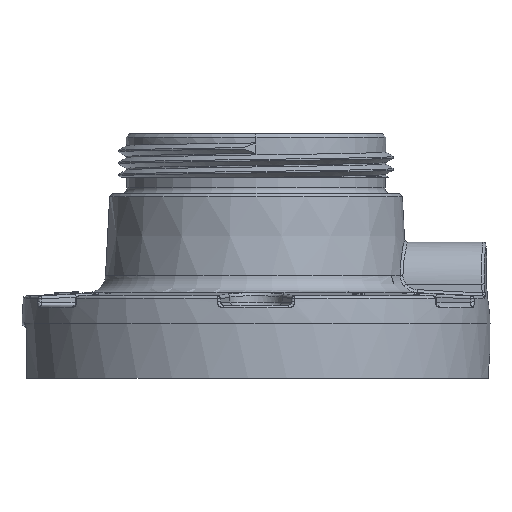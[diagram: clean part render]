
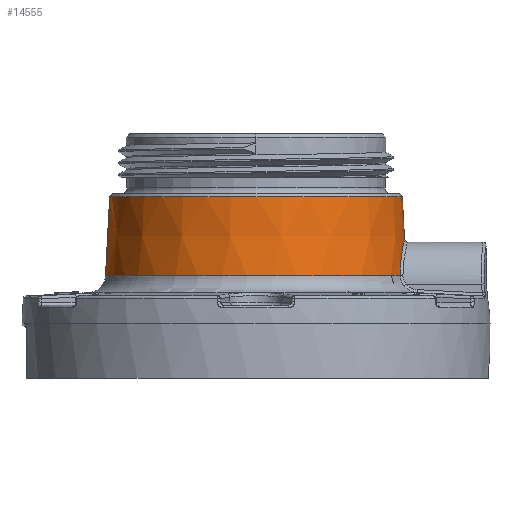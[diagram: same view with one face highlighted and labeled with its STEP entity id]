
A CAD part, left-side view. The second image highlights one B-rep face of the part: STEP entity #14555.
In plain terms, the highlighted conical face has half-angle 3 degrees and reference radius 78.492 mm.
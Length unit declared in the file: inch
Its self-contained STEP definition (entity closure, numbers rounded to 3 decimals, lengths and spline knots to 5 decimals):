
#4890=CARTESIAN_POINT('',(-0.90181,-3.00055,
2.23835));
#4941=CARTESIAN_POINT('',(0.,0.,3.87608));
#4942=DIRECTION('',(0.,0.,-1.));
#4943=DIRECTION('',(0.,-1.,0.));
#4944=AXIS2_PLACEMENT_3D('',#4941,#4942,#4943);
#4946=DIRECTION('',(0.,0.052,0.999));
#4947=VECTOR('',#4946,0.88154);
#4948=CARTESIAN_POINT('',(0.,-3.09344,
2.99576));
#4949=LINE('',#4948,#4947);
#4950=CARTESIAN_POINT('',(0.,-3.09344,
2.99576));
#4951=CARTESIAN_POINT('',(-0.05966,-3.09344,
2.99575));
#4952=CARTESIAN_POINT('',(-0.17714,-3.09064,
2.98414));
#4953=CARTESIAN_POINT('',(-0.3504,-3.07848,
2.9315));
#4954=CARTESIAN_POINT('',(-0.51213,-3.06011,
2.84417));
#4955=CARTESIAN_POINT('',(-0.65523,-3.03875,
2.72441));
#4956=CARTESIAN_POINT('',(-0.77119,-3.01887,
2.57942));
#4957=CARTESIAN_POINT('',(-0.85675,-3.00443,
2.41348));
#4958=CARTESIAN_POINT('',(-0.89035,-3.00073,
2.29801));
#4959=CARTESIAN_POINT('',(-0.90181,-3.00055,
2.23835));
#4961=CARTESIAN_POINT('',(0.,0.,2.23835));
#4962=DIRECTION('',(0.,0.,1.));
#4963=DIRECTION('',(0.,1.,0.));
#4964=AXIS2_PLACEMENT_3D('',#4961,#4962,#4963);
#4966=DIRECTION('',(0.,-0.052,0.999));
#4967=VECTOR('',#4966,1.63999);
#4968=CARTESIAN_POINT('',(0.,3.13314,2.23835));
#4969=LINE('',#4968,#4967);
#7208=VERTEX_POINT('',#4890);
#7212=VERTEX_POINT('',#4950);
#7218=CARTESIAN_POINT('',(0.,3.13314,2.23835));
#7219=VERTEX_POINT('',#7218);
#7573=CARTESIAN_POINT('',(0.,-3.0473,3.87608));
#7574=CARTESIAN_POINT('',(0.,3.0473,3.87608));
#7575=VERTEX_POINT('',#7573);
#7576=VERTEX_POINT('',#7574);
#14540=CARTESIAN_POINT('',(0.,0.,3.05722));
#14541=DIRECTION('',(0.,0.,-1.));
#14542=DIRECTION('',(0.,-1.,0.));
#14543=AXIS2_PLACEMENT_3D('',#14540,#14541,#14542);
#14544=CONICAL_SURFACE('',#14543,3.09022,3.);
#14546=ORIENTED_EDGE('',*,*,#14545,.F.);
#14548=ORIENTED_EDGE('',*,*,#14547,.F.);
#14549=ORIENTED_EDGE('',*,*,#14531,.T.);
#14550=ORIENTED_EDGE('',*,*,#14448,.F.);
#14552=ORIENTED_EDGE('',*,*,#14551,.T.);
#14553=EDGE_LOOP('',(#14546,#14548,#14549,#14550,#14552));
#14554=FACE_OUTER_BOUND('',#14553,.F.);
#14555=ADVANCED_FACE('',(#14554),#14544,.T.);
#4945=CIRCLE('',#4944,3.0473);
#4960=B_SPLINE_CURVE_WITH_KNOTS('',3,(#4950,#4951,#4952,#4953,#4954,#4955,#4956,
#4957,#4958,#4959),.UNSPECIFIED.,.F.,.F.,(4,1,1,1,1,1,1,4),(0.,
0.14286,0.28571,0.42857,0.57143,
0.71429,0.85714,1.),.UNSPECIFIED.);
#4965=CIRCLE('',#4964,3.13314);
#14448=EDGE_CURVE('',#7219,#7208,#4965,.T.);
#14531=EDGE_CURVE('',#7212,#7208,#4960,.T.);
#14545=EDGE_CURVE('',#7575,#7576,#4945,.T.);
#14547=EDGE_CURVE('',#7212,#7575,#4949,.T.);
#14551=EDGE_CURVE('',#7219,#7576,#4969,.T.);
